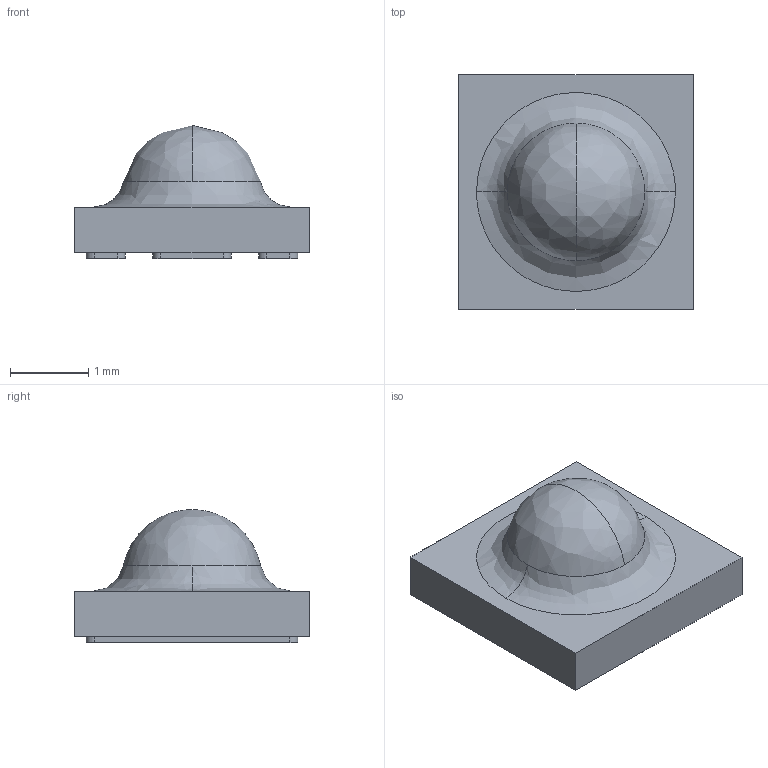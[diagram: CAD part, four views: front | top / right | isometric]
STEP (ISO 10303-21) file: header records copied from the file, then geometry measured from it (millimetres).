
FILE_DESCRIPTION (( 'STEP AP203' ), '1' );
FILE_NAME ('LJ_CKBP_201113_geometry.STEP', '2013-11-20T10:05:20', ( '' ), ( '' ), 'SwSTEP 2.0', 'SolidWorks 2012', '' );
FILE_SCHEMA (( 'CONFIG_CONTROL_DESIGN' ));
Length unit declared in the file: millimetre
Products named in the file (1): LJ_CKBP_201113_geometry
Bounding box: 3 x 3 x 1.7 mm (x, y, z)
Volume: 7.7 mm3; surface area: 29 mm2
Topology: 1 solids, 1 shells, 42 faces, 108 edges, 72 vertices
Faces by surface type: plane 22, cylinder 15, bspline 5
Entity records: 1475 total; most frequent: CARTESIAN_POINT 362, DIRECTION 217, ORIENTED_EDGE 216, EDGE_CURVE 108, AXIS2_PLACEMENT_3D 75, VERTEX_POINT 72, VECTOR 67, LINE 67
